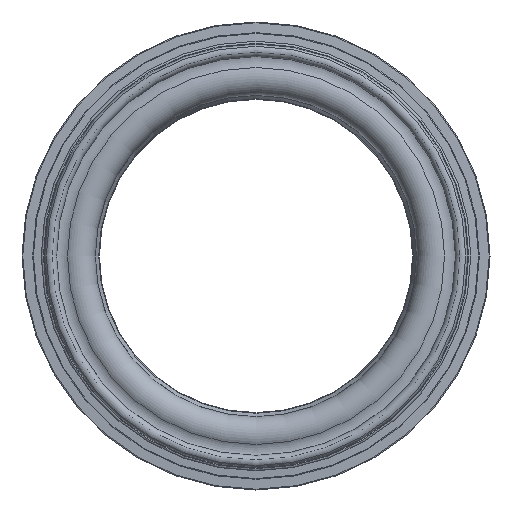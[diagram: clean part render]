
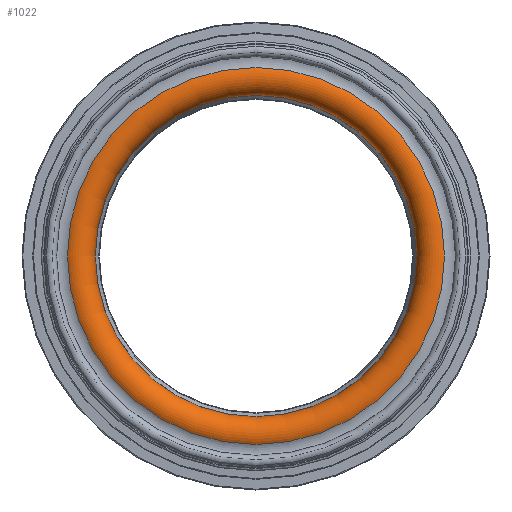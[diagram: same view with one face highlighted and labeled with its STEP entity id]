
A CAD part, front view. The second image highlights one B-rep face of the part: STEP entity #1022.
In plain terms, the highlighted toroidal (fillet/blend) face has major radius 41.901 mm and minor radius 4.277 mm.
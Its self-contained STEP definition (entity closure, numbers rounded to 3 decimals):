
#988=CARTESIAN_POINT('',(44.08,46.32,0.0));
#989=VERTEX_POINT('',#988);
#990=CARTESIAN_POINT('',(0.0,46.32,0.0));
#991=DIRECTION('',(0.0,-1.0,0.0));
#992=DIRECTION('',(1.0,0.0,0.0));
#993=AXIS2_PLACEMENT_3D('',#990,#991,#992);
#994=CIRCLE('',#993,44.08);
#995=EDGE_CURVE('',#989,#989,#994,.T.);
#1003=CARTESIAN_POINT('',(0.0,50.0,0.0));
#1004=DIRECTION('',(0.0,-1.0,0.0));
#1005=DIRECTION('',(0.0,0.0,-1.0));
#1006=AXIS2_PLACEMENT_3D('',#1003,#1004,#1005);
#1007=TOROIDAL_SURFACE('',#1006,41.902,4.277);
#1008=CARTESIAN_POINT('',(37.625,50.0,0.0));
#1009=VERTEX_POINT('',#1008);
#1010=CARTESIAN_POINT('',(0.0,50.0,0.0));
#1011=DIRECTION('',(0.0,-1.0,0.0));
#1012=DIRECTION('',(1.0,0.0,0.0));
#1013=AXIS2_PLACEMENT_3D('',#1010,#1011,#1012);
#1014=CIRCLE('',#1013,37.625);
#1015=EDGE_CURVE('',#1009,#1009,#1014,.T.);
#1016=ORIENTED_EDGE('',*,*,#1015,.F.);
#1017=EDGE_LOOP('',(#1016));
#1018=FACE_OUTER_BOUND('',#1017,.T.);
#1019=ORIENTED_EDGE('',*,*,#995,.T.);
#1020=EDGE_LOOP('',(#1019));
#1021=FACE_BOUND('',#1020,.T.);
#1022=ADVANCED_FACE('',(#1018,#1021),#1007,.T.);
